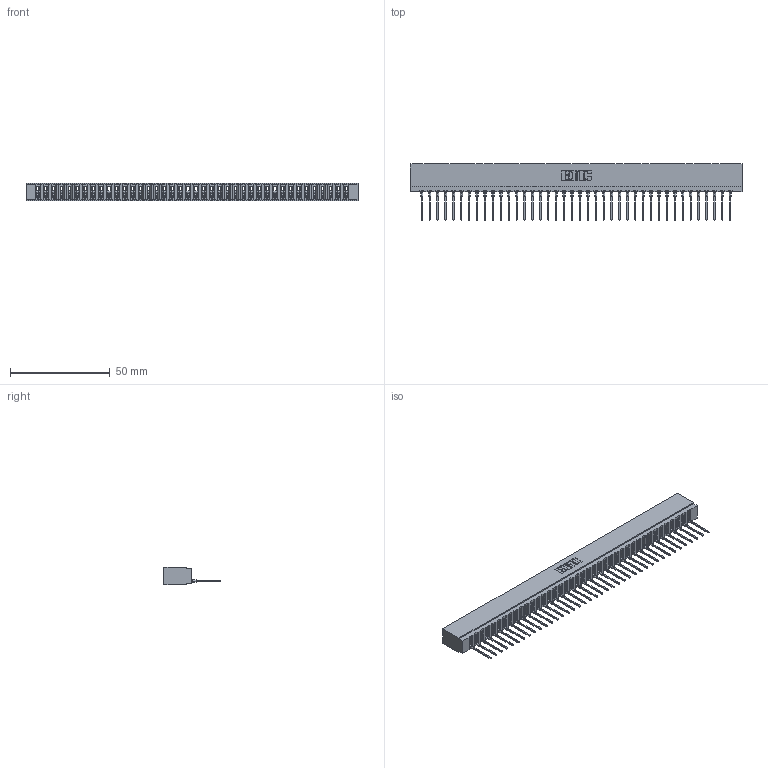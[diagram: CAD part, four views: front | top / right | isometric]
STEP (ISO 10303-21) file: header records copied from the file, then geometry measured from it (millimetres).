
FILE_DESCRIPTION (( 'STEP AP203' ), '1' );
FILE_NAME ('717-040-540-101.STEP', '2026-02-20T22:10:47', ( '' ), ( '' ), 'SwSTEP 2.0', 'SolidWorks 2023', '' );
FILE_SCHEMA (( 'CONFIG_CONTROL_DESIGN' ));
Length unit declared in the file: millimetre
Products named in the file (3): 717-040-540-101; 745-292-001_540; 717 Part_Insulator Option - 06
Assembly tree (41 placements, depth 2):
  717-040-540-101
    717 Part_Insulator Option - 06
    745-292-001_540  x40
Bounding box: 166.37 x 28.18 x 8.89 mm (x, y, z)
Volume: 14150.2 mm3; surface area: 20316 mm2
Topology: 41 solids, 41 shells, 4614 faces, 12691 edges, 8006 vertices
Faces by surface type: plane 2774, cylinder 800, bspline 800, torus 240
Entity records: 67585 total; most frequent: CARTESIAN_POINT 12417, ORIENTED_EDGE 11888, DIRECTION 10300, EDGE_CURVE 5944, VECTOR 5522, LINE 5522, VERTEX_POINT 3794, AXIS2_PLACEMENT_3D 2389
